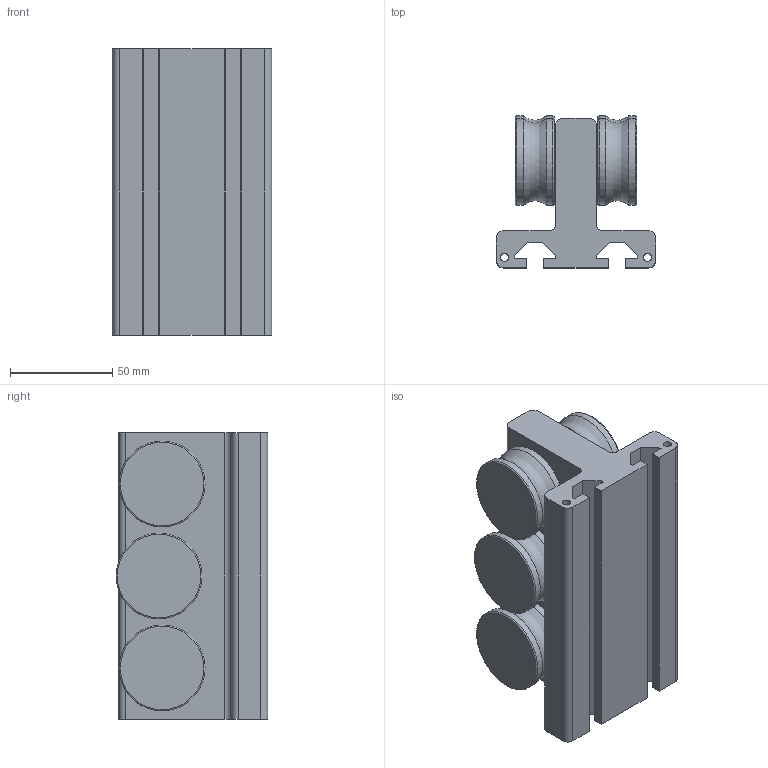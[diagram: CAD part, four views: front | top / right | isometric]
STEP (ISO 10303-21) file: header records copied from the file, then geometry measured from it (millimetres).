
FILE_DESCRIPTION((''),'2;1');
FILE_NAME('SL9000N.ipt.step','2007-09-10T15:14:35',(''),(''),'Autodesk Inventor 11','Autodesk Inventor 11','');
FILE_SCHEMA(('AUTOMOTIVE_DESIGN { 1 0 10303 214 1 1 1 1 }'));
Length unit declared in the file: millimetre
Products named in the file (1): SL9000N
Bounding box: 78 x 74.25 x 140 mm (x, y, z)
Volume: 448450 mm3; surface area: 91330.5 mm2
Topology: 7 solids, 7 shells, 82 faces, 182 edges, 114 vertices
Faces by surface type: plane 42, cylinder 20, torus 12, bspline 8
Full cylindrical faces by diameter (mm): 42 x12
Entity records: 2467 total; most frequent: CARTESIAN_POINT 749, DIRECTION 354, ORIENTED_EDGE 296, EDGE_CURVE 148, AXIS2_PLACEMENT_3D 131, EDGE_LOOP 118, VERTEX_POINT 112, VECTOR 92
